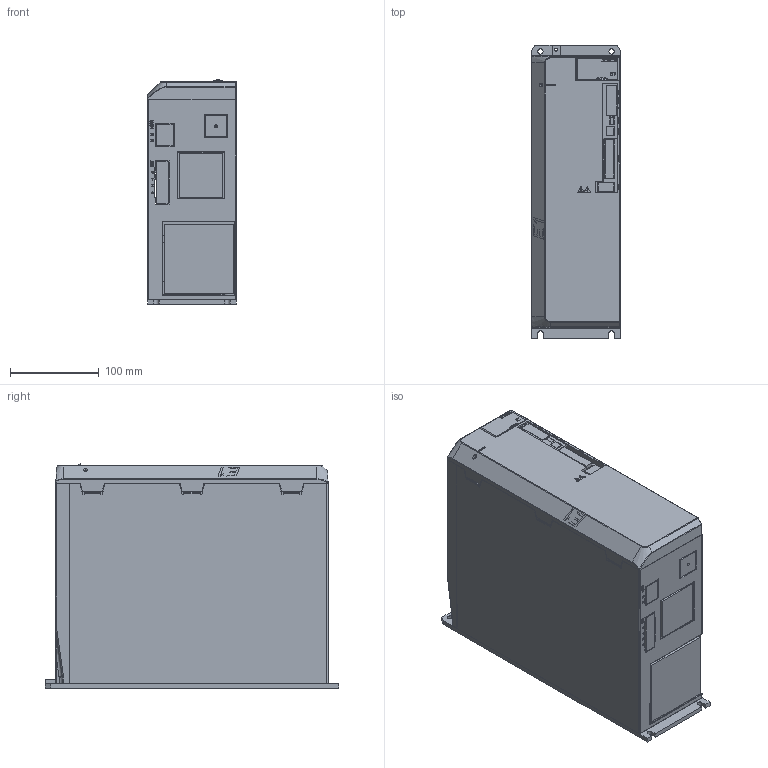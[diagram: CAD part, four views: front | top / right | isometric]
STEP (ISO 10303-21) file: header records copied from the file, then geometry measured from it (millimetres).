
FILE_DESCRIPTION (( 'STEP AP203' ), '1' );
FILE_NAME ('ED1F-XX-75XX-XX.STEP', '2021-12-14T05:38:16', ( 'user' ), ( 'Hewlett-Packard Company' ), 'SwSTEP 2.0', 'SolidWorks 2015', '' );
FILE_SCHEMA (( 'CONFIG_CONTROL_DESIGN' ));
Length unit declared in the file: millimetre
Products named in the file (6): E1 400V 7.5 housing front fieldbus C-WEB_print; E1 400V 7.5 housing bottom 0.8 C-WEB_PRINT; E1 400V 7.5 housing top 0.8 C-WEB_PRINT; ED1F-XX-75XX-XX; D3-400W housing display cover P-2_print; E1 400V 7.5 heat sink C-WEB
Assembly tree (5 placements, depth 2):
  ED1F-XX-75XX-XX
    D3-400W housing display cover P-2_print
    E1 400V 7.5 heat sink C-WEB
    E1 400V 7.5 housing front fieldbus C-WEB_print
    E1 400V 7.5 housing bottom 0.8 C-WEB_PRINT
    E1 400V 7.5 housing top 0.8 C-WEB_PRINT
Bounding box: 100 x 330 x 252.25 mm (x, y, z)
Volume: 3107211.2 mm3; surface area: 711413.1 mm2
Topology: 17 solids, 17 shells, 1050 faces, 3954 edges, 3093 vertices
Faces by surface type: plane 811, cylinder 104, bspline 99, cone 16, torus 12, sphere 8
Entity records: 45583 total; most frequent: CARTESIAN_POINT 12913, ORIENTED_EDGE 7902, DIRECTION 4892, EDGE_CURVE 3951, VERTEX_POINT 3093, VECTOR 2568, LINE 2568, EDGE_LOOP 1246
